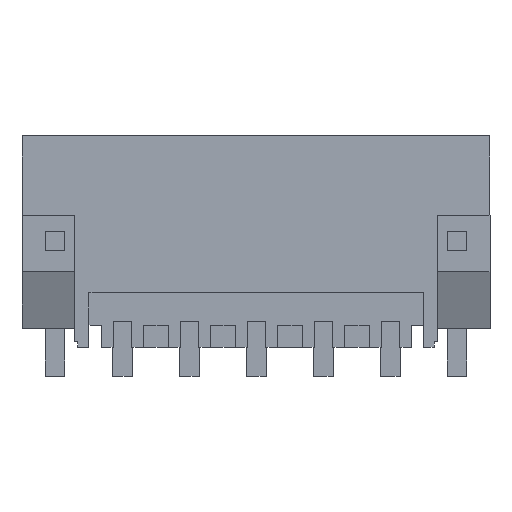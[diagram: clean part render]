
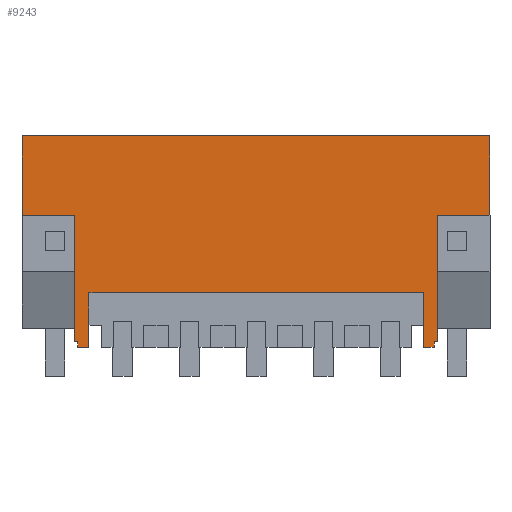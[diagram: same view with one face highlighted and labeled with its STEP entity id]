
A CAD part, front view. The second image highlights one B-rep face of the part: STEP entity #9243.
In plain terms, the highlighted planar face has unit normal (0, -1, 0).
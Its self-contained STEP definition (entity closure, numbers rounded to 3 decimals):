
#9213=AXIS2_PLACEMENT_3D('Plane Axis2P3D',#9210,#9211,#9212) ;
#2468=CARTESIAN_POINT('Line Origine',(3.5,0.,2.925)) ;
#2472=CARTESIAN_POINT('Vertex',(3.5,0.,1.5)) ;
#2474=CARTESIAN_POINT('Vertex',(3.5,0.,4.35)) ;
#2506=CARTESIAN_POINT('Vertex',(2.925,0.,1.5)) ;
#2509=CARTESIAN_POINT('Line Origine',(3.213,0.,1.5)) ;
#2527=CARTESIAN_POINT('Line Origine',(2.925,0.,1.65)) ;
#2531=CARTESIAN_POINT('Vertex',(2.925,0.,1.8)) ;
#2552=CARTESIAN_POINT('Line Origine',(2.825,0.,1.8)) ;
#2556=CARTESIAN_POINT('Vertex',(2.725,0.,1.8)) ;
#2577=CARTESIAN_POINT('Line Origine',(2.725,0.,5.1)) ;
#2581=CARTESIAN_POINT('Vertex',(2.725,0.,8.4)) ;
#2855=CARTESIAN_POINT('Vertex',(0.,0.,8.4)) ;
#2858=CARTESIAN_POINT('Line Origine',(0.,0.,10.475)) ;
#2862=CARTESIAN_POINT('Vertex',(0.,0.,12.55)) ;
#2902=CARTESIAN_POINT('Line Origine',(12.225,0.,12.55)) ;
#2906=CARTESIAN_POINT('Vertex',(24.45,0.,12.55)) ;
#5587=CARTESIAN_POINT('Line Origine',(24.45,0.,10.475)) ;
#5591=CARTESIAN_POINT('Vertex',(24.45,0.,8.4)) ;
#5859=CARTESIAN_POINT('Vertex',(21.725,0.,8.4)) ;
#5862=CARTESIAN_POINT('Line Origine',(21.725,0.,5.1)) ;
#5866=CARTESIAN_POINT('Vertex',(21.725,0.,1.8)) ;
#5890=CARTESIAN_POINT('Line Origine',(21.625,0.,1.8)) ;
#5894=CARTESIAN_POINT('Vertex',(21.525,0.,1.8)) ;
#5915=CARTESIAN_POINT('Line Origine',(21.525,0.,1.65)) ;
#5919=CARTESIAN_POINT('Vertex',(21.525,0.,1.5)) ;
#5940=CARTESIAN_POINT('Line Origine',(21.263,0.,1.5)) ;
#5944=CARTESIAN_POINT('Vertex',(21.,0.,1.5)) ;
#5965=CARTESIAN_POINT('Line Origine',(21.,0.,2.925)) ;
#5969=CARTESIAN_POINT('Vertex',(21.,0.,4.35)) ;
#8132=CARTESIAN_POINT('Line Origine',(12.25,0.,4.35)) ;
#9210=CARTESIAN_POINT('Axis2P3D Location',(3.5,0.,1.5)) ;
#9215=CARTESIAN_POINT('Line Origine',(23.087,0.,8.4)) ;
#9220=CARTESIAN_POINT('Line Origine',(1.362,0.,8.4)) ;
#2469=DIRECTION('Vector Direction',(0.,0.,1.)) ;
#2510=DIRECTION('Vector Direction',(1.,0.,0.)) ;
#2528=DIRECTION('Vector Direction',(0.,0.,1.)) ;
#2553=DIRECTION('Vector Direction',(-1.,0.,0.)) ;
#2578=DIRECTION('Vector Direction',(0.,0.,-1.)) ;
#2859=DIRECTION('Vector Direction',(0.,0.,-1.)) ;
#2903=DIRECTION('Vector Direction',(1.,0.,0.)) ;
#5588=DIRECTION('Vector Direction',(0.,0.,-1.)) ;
#5863=DIRECTION('Vector Direction',(0.,0.,-1.)) ;
#5891=DIRECTION('Vector Direction',(1.,0.,0.)) ;
#5916=DIRECTION('Vector Direction',(0.,0.,1.)) ;
#5941=DIRECTION('Vector Direction',(1.,0.,0.)) ;
#5966=DIRECTION('Vector Direction',(0.,0.,1.)) ;
#8133=DIRECTION('Vector Direction',(-1.,0.,0.)) ;
#9211=DIRECTION('Axis2P3D Direction',(0.,1.,0.)) ;
#9212=DIRECTION('Axis2P3D XDirection',(0.,0.,-1.)) ;
#9216=DIRECTION('Vector Direction',(-1.,0.,0.)) ;
#9221=DIRECTION('Vector Direction',(1.,0.,0.)) ;
#2470=VECTOR('Line Direction',#2469,1.) ;
#2511=VECTOR('Line Direction',#2510,1.) ;
#2529=VECTOR('Line Direction',#2528,1.) ;
#2554=VECTOR('Line Direction',#2553,1.) ;
#2579=VECTOR('Line Direction',#2578,1.) ;
#2860=VECTOR('Line Direction',#2859,1.) ;
#2904=VECTOR('Line Direction',#2903,1.) ;
#5589=VECTOR('Line Direction',#5588,1.) ;
#5864=VECTOR('Line Direction',#5863,1.) ;
#5892=VECTOR('Line Direction',#5891,1.) ;
#5917=VECTOR('Line Direction',#5916,1.) ;
#5942=VECTOR('Line Direction',#5941,1.) ;
#5967=VECTOR('Line Direction',#5966,1.) ;
#8134=VECTOR('Line Direction',#8133,1.) ;
#9217=VECTOR('Line Direction',#9216,1.) ;
#9222=VECTOR('Line Direction',#9221,1.) ;
#9226=ORIENTED_EDGE('',*,*,#8136,.F.) ;
#9227=ORIENTED_EDGE('',*,*,#5971,.F.) ;
#9228=ORIENTED_EDGE('',*,*,#5946,.T.) ;
#9229=ORIENTED_EDGE('',*,*,#5921,.T.) ;
#9230=ORIENTED_EDGE('',*,*,#5896,.T.) ;
#9231=ORIENTED_EDGE('',*,*,#5868,.F.) ;
#9232=ORIENTED_EDGE('',*,*,#9219,.F.) ;
#9233=ORIENTED_EDGE('',*,*,#5593,.F.) ;
#9234=ORIENTED_EDGE('',*,*,#2908,.F.) ;
#9235=ORIENTED_EDGE('',*,*,#2864,.T.) ;
#9236=ORIENTED_EDGE('',*,*,#9224,.T.) ;
#9237=ORIENTED_EDGE('',*,*,#2583,.T.) ;
#9238=ORIENTED_EDGE('',*,*,#2558,.F.) ;
#9239=ORIENTED_EDGE('',*,*,#2533,.F.) ;
#9240=ORIENTED_EDGE('',*,*,#2513,.T.) ;
#9241=ORIENTED_EDGE('',*,*,#2476,.T.) ;
#9243=ADVANCED_FACE('HOUSING',(#9242),#9214,.F.) ;
#2476=EDGE_CURVE('',#2473,#2475,#2471,.T.) ;
#2513=EDGE_CURVE('',#2507,#2473,#2512,.T.) ;
#2533=EDGE_CURVE('',#2507,#2532,#2530,.T.) ;
#2558=EDGE_CURVE('',#2532,#2557,#2555,.T.) ;
#2583=EDGE_CURVE('',#2582,#2557,#2580,.T.) ;
#2864=EDGE_CURVE('',#2863,#2856,#2861,.T.) ;
#2908=EDGE_CURVE('',#2863,#2907,#2905,.T.) ;
#5593=EDGE_CURVE('',#2907,#5592,#5590,.T.) ;
#5868=EDGE_CURVE('',#5860,#5867,#5865,.T.) ;
#5896=EDGE_CURVE('',#5895,#5867,#5893,.T.) ;
#5921=EDGE_CURVE('',#5920,#5895,#5918,.T.) ;
#5946=EDGE_CURVE('',#5945,#5920,#5943,.T.) ;
#5971=EDGE_CURVE('',#5945,#5970,#5968,.T.) ;
#8136=EDGE_CURVE('',#5970,#2475,#8135,.T.) ;
#9219=EDGE_CURVE('',#5592,#5860,#9218,.T.) ;
#9224=EDGE_CURVE('',#2856,#2582,#9223,.T.) ;
#9225=EDGE_LOOP('',(#9226,#9227,#9228,#9229,#9230,#9231,#9232,#9233,#9234,#9235,#9236,#9237,#9238,#9239,#9240,#9241)) ;
#9242=FACE_OUTER_BOUND('',#9225,.T.) ;
#2471=LINE('Line',#2468,#2470) ;
#2512=LINE('Line',#2509,#2511) ;
#2530=LINE('Line',#2527,#2529) ;
#2555=LINE('Line',#2552,#2554) ;
#2580=LINE('Line',#2577,#2579) ;
#2861=LINE('Line',#2858,#2860) ;
#2905=LINE('Line',#2902,#2904) ;
#5590=LINE('Line',#5587,#5589) ;
#5865=LINE('Line',#5862,#5864) ;
#5893=LINE('Line',#5890,#5892) ;
#5918=LINE('Line',#5915,#5917) ;
#5943=LINE('Line',#5940,#5942) ;
#5968=LINE('Line',#5965,#5967) ;
#8135=LINE('Line',#8132,#8134) ;
#9218=LINE('Line',#9215,#9217) ;
#9223=LINE('Line',#9220,#9222) ;
#9214=PLANE('',#9213) ;
#2473=VERTEX_POINT('',#2472) ;
#2475=VERTEX_POINT('',#2474) ;
#2507=VERTEX_POINT('',#2506) ;
#2532=VERTEX_POINT('',#2531) ;
#2557=VERTEX_POINT('',#2556) ;
#2582=VERTEX_POINT('',#2581) ;
#2856=VERTEX_POINT('',#2855) ;
#2863=VERTEX_POINT('',#2862) ;
#2907=VERTEX_POINT('',#2906) ;
#5592=VERTEX_POINT('',#5591) ;
#5860=VERTEX_POINT('',#5859) ;
#5867=VERTEX_POINT('',#5866) ;
#5895=VERTEX_POINT('',#5894) ;
#5920=VERTEX_POINT('',#5919) ;
#5945=VERTEX_POINT('',#5944) ;
#5970=VERTEX_POINT('',#5969) ;
